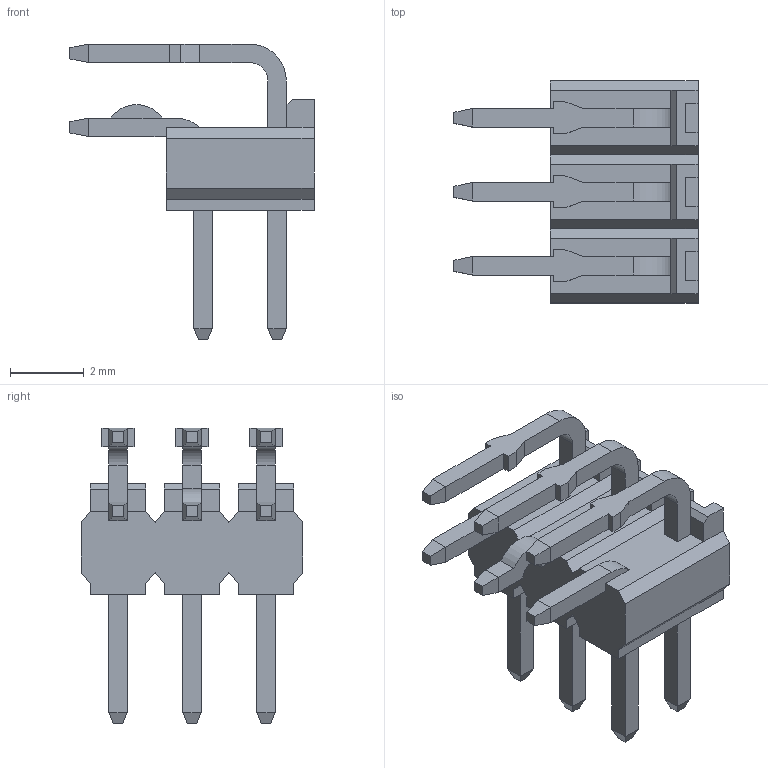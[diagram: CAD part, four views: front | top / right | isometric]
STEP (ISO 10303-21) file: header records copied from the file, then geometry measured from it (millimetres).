
FILE_DESCRIPTION(('STEP AP203'),'1');
FILE_NAME('47351.stp','2015-03-06T16:25:12',('TraceParts'),('TraceParts S.A.'),'Spatial InterOp 3D',' ',' ');
FILE_SCHEMA(('CONFIG_CONTROL_DESIGN'));
Length unit declared in the file: millimetre
Products named in the file (1): 1
Bounding box: 6.6 x 6 x 8 mm (x, y, z)
Volume: 64.8 mm3; surface area: 211.3 mm2
Topology: 1 solids, 1 shells, 206 faces, 531 edges, 336 vertices
Faces by surface type: plane 195, cylinder 11
Entity records: 6129 total; most frequent: CARTESIAN_POINT 1074, ORIENTED_EDGE 1062, DIRECTION 967, EDGE_CURVE 531, LINE 509, VECTOR 509, VERTEX_POINT 336, AXIS2_PLACEMENT_3D 229
